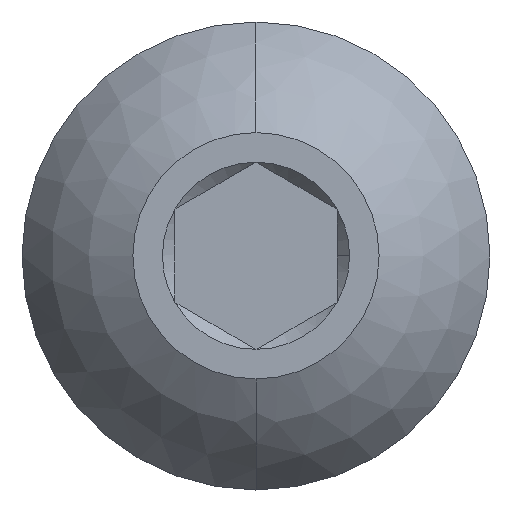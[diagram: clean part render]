
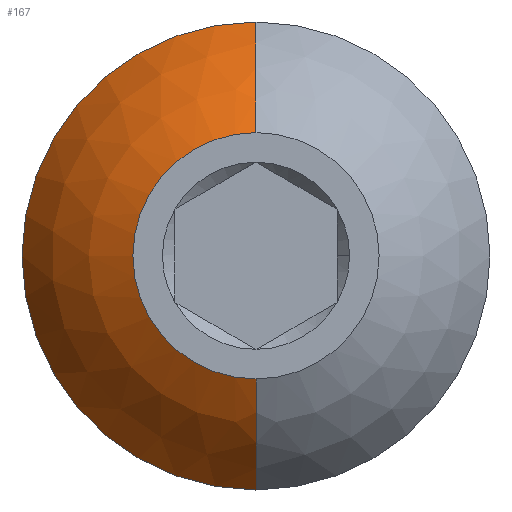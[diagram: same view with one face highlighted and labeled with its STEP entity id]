
A CAD part, top view. The second image highlights one B-rep face of the part: STEP entity #167.
In plain terms, the highlighted spherical face has radius 5.172 mm.
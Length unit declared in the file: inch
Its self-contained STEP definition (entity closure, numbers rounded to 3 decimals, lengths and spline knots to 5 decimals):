
#97 = ORIENTED_EDGE ( 'NONE', *, *, #1505, .F. ) ;
#100 = EDGE_CURVE ( 'NONE', #827, #2422, #1102, .T. ) ;
#123 = AXIS2_PLACEMENT_3D ( 'NONE', #2194, #1633, #2388 ) ;
#139 = DIRECTION ( 'NONE',  ( -1., 0., 0. ) ) ;
#167 = ADVANCED_FACE ( 'NONE', ( #917 ), #1096, .T. ) ;
#218 = ORIENTED_EDGE ( 'NONE', *, *, #100, .T. ) ;
#273 = ORIENTED_EDGE ( 'NONE', *, *, #505, .T. ) ;
#305 = ORIENTED_EDGE ( 'NONE', *, *, #381, .F. ) ;
#322 = DIRECTION ( 'NONE',  ( 0., 1., 0. ) ) ;
#381 = EDGE_CURVE ( 'NONE', #1350, #804, #562, .T. ) ;
#505 = EDGE_CURVE ( 'NONE', #685, #827, #1868, .T. ) ;
#534 = DIRECTION ( 'NONE',  ( 1., 0., 0. ) ) ;
#562 = CIRCLE ( 'NONE', #1066, 0.20363 ) ;
#573 = DIRECTION ( 'NONE',  ( 0., -1., 0. ) ) ;
#685 = VERTEX_POINT ( 'NONE', #1130 ) ;
#709 = EDGE_LOOP ( 'NONE', ( #305, #1393, #273, #218, #97 ) ) ;
#714 = AXIS2_PLACEMENT_3D ( 'NONE', #1865, #1471, #573 ) ;
#723 = DIRECTION ( 'NONE',  ( 0., -1., 0. ) ) ;
#804 = VERTEX_POINT ( 'NONE', #1908 ) ;
#827 = VERTEX_POINT ( 'NONE', #1120 ) ;
#888 = CARTESIAN_POINT ( 'NONE',  ( 0., 0., -0.18011 ) ) ;
#917 = FACE_OUTER_BOUND ( 'NONE', #709, .T. ) ;
#973 = CARTESIAN_POINT ( 'NONE',  ( 0., 0., -0.08585 ) ) ;
#1055 = DIRECTION ( 'NONE',  ( 1., 0., 0. ) ) ;
#1066 = AXIS2_PLACEMENT_3D ( 'NONE', #888, #1055, #322 ) ;
#1096 = SPHERICAL_SURFACE ( 'NONE', #714, 0.20363 ) ;
#1102 = CIRCLE ( 'NONE', #2023, 0.20363 ) ;
#1120 = CARTESIAN_POINT ( 'NONE',  ( 0., -0.1805, -0.08585 ) ) ;
#1130 = CARTESIAN_POINT ( 'NONE',  ( -0.1805, 0., -0.08585 ) ) ;
#1197 = CARTESIAN_POINT ( 'NONE',  ( 0., 0.1805, -0.08585 ) ) ;
#1221 = CARTESIAN_POINT ( 'NONE',  ( 0., 0., 0. ) ) ;
#1324 = DIRECTION ( 'NONE',  ( 1., 0., 0. ) ) ;
#1350 = VERTEX_POINT ( 'NONE', #1197 ) ;
#1393 = ORIENTED_EDGE ( 'NONE', *, *, #1732, .T. ) ;
#1471 = DIRECTION ( 'NONE',  ( 0., 0., -1. ) ) ;
#1494 = CARTESIAN_POINT ( 'NONE',  ( 0., 0., -0.18011 ) ) ;
#1505 = EDGE_CURVE ( 'NONE', #804, #2422, #2448, .T. ) ;
#1529 = CARTESIAN_POINT ( 'NONE',  ( 0., -0.095, 0. ) ) ;
#1628 = DIRECTION ( 'NONE',  ( 0., 0., 1. ) ) ;
#1633 = DIRECTION ( 'NONE',  ( 0., 0., 1. ) ) ;
#1724 = DIRECTION ( 'NONE',  ( 0., 0., 1. ) ) ;
#1732 = EDGE_CURVE ( 'NONE', #1350, #685, #2255, .T. ) ;
#1865 = CARTESIAN_POINT ( 'NONE',  ( 0., 0., -0.18011 ) ) ;
#1868 = CIRCLE ( 'NONE', #123, 0.1805 ) ;
#1908 = CARTESIAN_POINT ( 'NONE',  ( 0., 0.095, 0. ) ) ;
#2023 = AXIS2_PLACEMENT_3D ( 'NONE', #1494, #139, #723 ) ;
#2096 = AXIS2_PLACEMENT_3D ( 'NONE', #1221, #1628, #534 ) ;
#2194 = CARTESIAN_POINT ( 'NONE',  ( 0., 0., -0.08585 ) ) ;
#2255 = CIRCLE ( 'NONE', #2290, 0.1805 ) ;
#2290 = AXIS2_PLACEMENT_3D ( 'NONE', #973, #1724, #1324 ) ;
#2388 = DIRECTION ( 'NONE',  ( 1., 0., 0. ) ) ;
#2422 = VERTEX_POINT ( 'NONE', #1529 ) ;
#2448 = CIRCLE ( 'NONE', #2096, 0.095 ) ;
